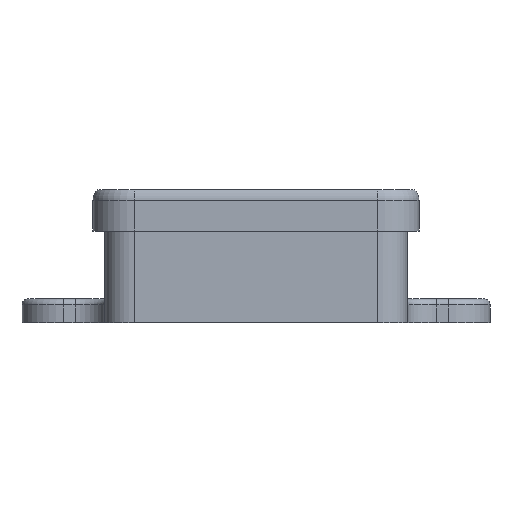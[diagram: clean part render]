
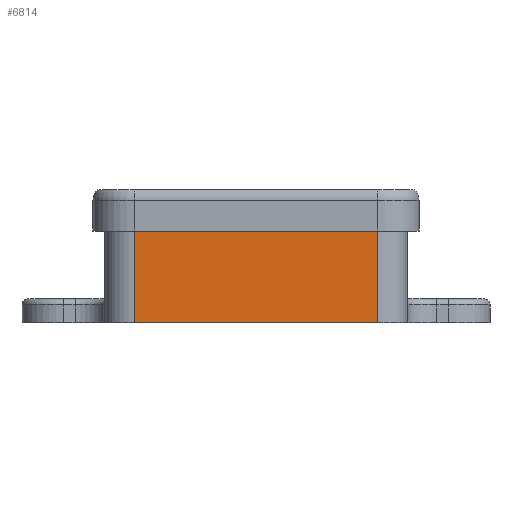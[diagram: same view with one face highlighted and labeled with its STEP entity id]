
A CAD part, front view. The second image highlights one B-rep face of the part: STEP entity #6814.
In plain terms, the highlighted planar face has unit normal (0, -1, 0).
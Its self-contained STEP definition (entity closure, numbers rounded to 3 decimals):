
#445 = EDGE_CURVE ( 'NONE', #2496, #8049, #14911, .T. ) ;
#771 = DIRECTION ( 'NONE',  ( 0., 0., 1. ) ) ;
#895 = PLANE ( 'NONE',  #24174 ) ;
#2446 = LINE ( 'NONE', #14270, #7685 ) ;
#2496 = VERTEX_POINT ( 'NONE', #17151 ) ;
#3527 = CARTESIAN_POINT ( 'NONE',  ( 20.591, -19.434, 18. ) ) ;
#4716 = EDGE_CURVE ( 'NONE', #9637, #13867, #24107, .T. ) ;
#5997 = EDGE_CURVE ( 'NONE', #2496, #13867, #2446, .T. ) ;
#6711 = DIRECTION ( 'NONE',  ( -1., 0., 0. ) ) ;
#6814 = ADVANCED_FACE ( 'NONE', ( #10668 ), #895, .F. ) ;
#7685 = VECTOR ( 'NONE', #14149, 1000. ) ;
#7950 = EDGE_CURVE ( 'NONE', #8049, #9637, #19982, .T. ) ;
#8049 = VERTEX_POINT ( 'NONE', #8751 ) ;
#8751 = CARTESIAN_POINT ( 'NONE',  ( 20.591, -19.434, 18. ) ) ;
#9637 = VERTEX_POINT ( 'NONE', #20936 ) ;
#10668 = FACE_OUTER_BOUND ( 'NONE', #22736, .T. ) ;
#11258 = ORIENTED_EDGE ( 'NONE', *, *, #445, .F. ) ;
#13051 = CARTESIAN_POINT ( 'NONE',  ( -20.589, -19.434, -2.5 ) ) ;
#13867 = VERTEX_POINT ( 'NONE', #13051 ) ;
#14149 = DIRECTION ( 'NONE',  ( 0., 0., -1. ) ) ;
#14270 = CARTESIAN_POINT ( 'NONE',  ( -20.589, -19.434, 18. ) ) ;
#14588 = ORIENTED_EDGE ( 'NONE', *, *, #4716, .F. ) ;
#14911 = LINE ( 'NONE', #19393, #16712 ) ;
#15036 = DIRECTION ( 'NONE',  ( 1., 0., 0. ) ) ;
#15743 = ORIENTED_EDGE ( 'NONE', *, *, #5997, .T. ) ;
#16485 = CARTESIAN_POINT ( 'NONE',  ( 20.591, -19.434, -2.5 ) ) ;
#16604 = CARTESIAN_POINT ( 'NONE',  ( -20.589, -19.434, 18. ) ) ;
#16712 = VECTOR ( 'NONE', #15036, 1000. ) ;
#16896 = VECTOR ( 'NONE', #17424, 1000. ) ;
#17151 = CARTESIAN_POINT ( 'NONE',  ( -20.589, -19.434, 18. ) ) ;
#17424 = DIRECTION ( 'NONE',  ( 0., 0., -1. ) ) ;
#19393 = CARTESIAN_POINT ( 'NONE',  ( -20.589, -19.434, 18. ) ) ;
#19982 = LINE ( 'NONE', #3527, #16896 ) ;
#20219 = DIRECTION ( 'NONE',  ( 0., 1., 0. ) ) ;
#20936 = CARTESIAN_POINT ( 'NONE',  ( 20.591, -19.434, -2.5 ) ) ;
#21952 = ORIENTED_EDGE ( 'NONE', *, *, #7950, .F. ) ;
#22461 = VECTOR ( 'NONE', #6711, 1000. ) ;
#22736 = EDGE_LOOP ( 'NONE', ( #15743, #14588, #21952, #11258 ) ) ;
#24107 = LINE ( 'NONE', #16485, #22461 ) ;
#24174 = AXIS2_PLACEMENT_3D ( 'NONE', #16604, #20219, #771 ) ;
